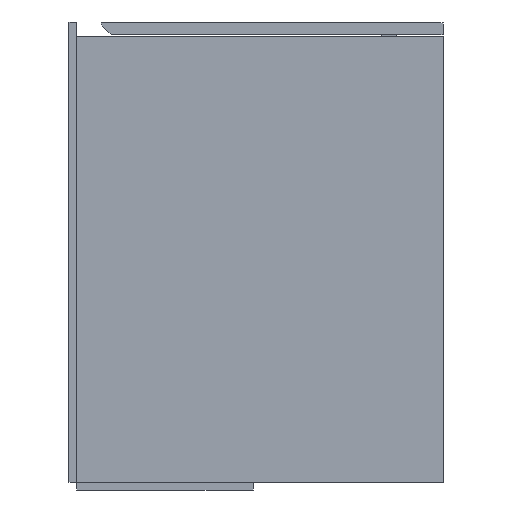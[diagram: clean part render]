
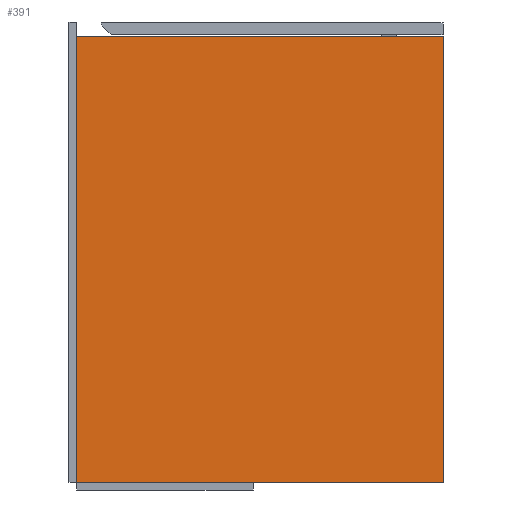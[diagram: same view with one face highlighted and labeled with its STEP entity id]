
A CAD part, left-side view. The second image highlights one B-rep face of the part: STEP entity #391.
In plain terms, the highlighted planar face has unit normal (-1, 0, 0).
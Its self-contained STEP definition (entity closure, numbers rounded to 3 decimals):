
#244 = ORIENTED_EDGE ( 'NONE', *, *, #1684, .F. ) ;
#346 = DIRECTION ( 'NONE',  ( 1., 0., 0. ) ) ;
#391 = ADVANCED_FACE ( 'NONE', ( #8399 ), #8523, .F. ) ;
#459 = LINE ( 'NONE', #6131, #1338 ) ;
#495 = CARTESIAN_POINT ( 'NONE',  ( 2., 829.397, -15. ) ) ;
#595 = CARTESIAN_POINT ( 'NONE',  ( 2., 0., -470. ) ) ;
#1338 = VECTOR ( 'NONE', #10648, 1000. ) ;
#1684 = EDGE_CURVE ( 'NONE', #4366, #4481, #10268, .T. ) ;
#2140 = DIRECTION ( 'NONE',  ( 0., 0., 1. ) ) ;
#2326 = CARTESIAN_POINT ( 'NONE',  ( 2., 0., -15. ) ) ;
#2478 = VECTOR ( 'NONE', #3321, 1000. ) ;
#2896 = EDGE_CURVE ( 'NONE', #7734, #4366, #8870, .T. ) ;
#2934 = EDGE_CURVE ( 'NONE', #7734, #4504, #459, .T. ) ;
#3321 = DIRECTION ( 'NONE',  ( 0., 0., 1. ) ) ;
#3381 = CARTESIAN_POINT ( 'NONE',  ( 2., 374., -470. ) ) ;
#4366 = VERTEX_POINT ( 'NONE', #11089 ) ;
#4481 = VERTEX_POINT ( 'NONE', #2326 ) ;
#4504 = VERTEX_POINT ( 'NONE', #595 ) ;
#5146 = VECTOR ( 'NONE', #2140, 1000. ) ;
#5376 = EDGE_CURVE ( 'NONE', #4504, #4481, #9299, .T. ) ;
#5548 = VECTOR ( 'NONE', #5936, 1000. ) ;
#5722 = EDGE_LOOP ( 'NONE', ( #9536, #9124, #11240, #244 ) ) ;
#5936 = DIRECTION ( 'NONE',  ( 0., -1., 0. ) ) ;
#6131 = CARTESIAN_POINT ( 'NONE',  ( 2., 829.397, -470. ) ) ;
#6923 = AXIS2_PLACEMENT_3D ( 'NONE', #10192, #346, #8338 ) ;
#7734 = VERTEX_POINT ( 'NONE', #9374 ) ;
#8338 = DIRECTION ( 'NONE',  ( 0., 0., -1. ) ) ;
#8399 = FACE_OUTER_BOUND ( 'NONE', #5722, .T. ) ;
#8523 = PLANE ( 'NONE',  #6923 ) ;
#8870 = LINE ( 'NONE', #3381, #2478 ) ;
#9124 = ORIENTED_EDGE ( 'NONE', *, *, #2934, .T. ) ;
#9299 = LINE ( 'NONE', #10307, #5146 ) ;
#9374 = CARTESIAN_POINT ( 'NONE',  ( 2., 374., -470. ) ) ;
#9536 = ORIENTED_EDGE ( 'NONE', *, *, #2896, .F. ) ;
#10192 = CARTESIAN_POINT ( 'NONE',  ( 2., 829.397, -470. ) ) ;
#10268 = LINE ( 'NONE', #495, #5548 ) ;
#10307 = CARTESIAN_POINT ( 'NONE',  ( 2., 0., -470. ) ) ;
#10648 = DIRECTION ( 'NONE',  ( 0., -1., 0. ) ) ;
#11089 = CARTESIAN_POINT ( 'NONE',  ( 2., 374., -15. ) ) ;
#11240 = ORIENTED_EDGE ( 'NONE', *, *, #5376, .T. ) ;
